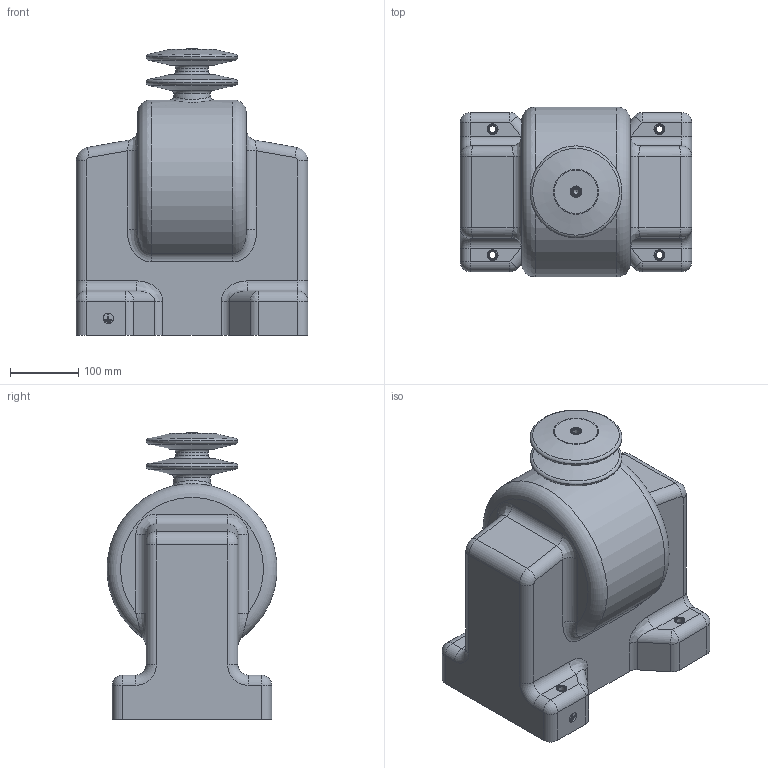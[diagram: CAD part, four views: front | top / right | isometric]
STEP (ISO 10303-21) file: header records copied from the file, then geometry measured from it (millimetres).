
FILE_DESCRIPTION(('STEP AP242'), '1');
FILE_NAME('ﾇﾍﾎﾋ-35 ﾌ5', '', ('UNSPECIFIED'), ('UNSPECIFIED'), 'ASCON STEP Converter 1.6', 'ASCON Math Kernel', '');
FILE_SCHEMA(('AP242_MANAGED_MODEL_BASED_3D_ENGINEERING_MIM_LF { 1 0 10303 442 1 1 4 }'));
Length unit declared in the file: millimetre
Assembly tree (15 placements, depth 2):
  (unnamed)
    (unnamed)
    (unnamed)  x7
    (unnamed)  x2
    (unnamed)
    (unnamed)  x4
Bounding box: 340 x 249.3 x 421 mm (x, y, z)
Volume: 18411925.8 mm3; surface area: 572286.1 mm2
Topology: 15 solids, 15 shells, 1129 faces, 2971 edges, 1929 vertices
Faces by surface type: cylinder 546, plane 442, cone 61, torus 57, bspline 17, sphere 6
Full cylindrical faces by diameter (mm): 3.5 x1, 4.134 x2, 4.917 x7, 5 x7, 6 x2, 6.95 x7, 7 x2, 8 x17, 9 x4, 10 x14, 10.106 x5, 13 x1, 15 x6, 16 x17, 17 x2, 24 x12
Entity records: 41940 total; most frequent: CARTESIAN_POINT 9086, DIRECTION 5412, ORIENTED_EDGE 5028, EDGE_CURVE 2514, AXIS2_PLACEMENT_3D 1979, VERTEX_POINT 1701, LINE 1454, VECTOR 1454
